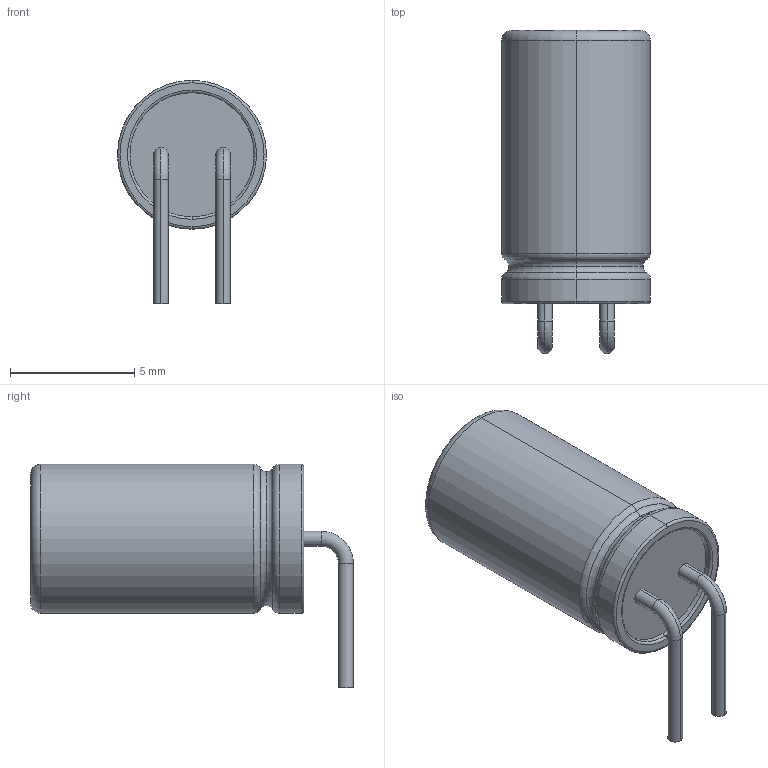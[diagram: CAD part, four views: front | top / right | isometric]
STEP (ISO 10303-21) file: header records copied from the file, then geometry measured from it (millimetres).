
FILE_DESCRIPTION (( 'STEP AP214' ), '1' );
FILE_NAME ('CapEL_2.5x6x11_Hor.STEP', '2022-07-10T05:49:12', ( '' ), ( '' ), 'SwSTEP 2.0', 'SolidWorks 2018', '' );
FILE_SCHEMA (( 'AUTOMOTIVE_DESIGN' ));
Length unit declared in the file: millimetre
Products named in the file (1): CapEL_2.5x6x11_Hor
Bounding box: 6 x 13 x 9 mm (x, y, z)
Volume: 303.9 mm3; surface area: 297.6 mm2
Topology: 3 solids, 3 shells, 44 faces, 82 edges, 46 vertices
Faces by surface type: torus 20, cylinder 16, plane 8
Entity records: 1640 total; most frequent: DIRECTION 238, CARTESIAN_POINT 173, ORIENTED_EDGE 164, AXIS2_PLACEMENT_3D 111, EDGE_CURVE 82, CIRCLE 66, UNCERTAINTY_MEASURE_WITH_UNIT 49, PRESENTATION_LAYER_ASSIGNMENT 48
